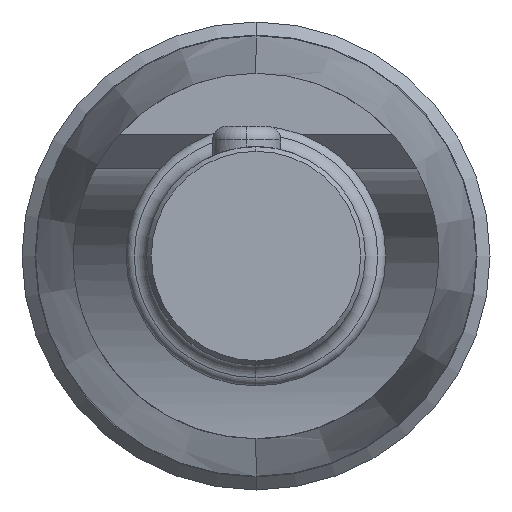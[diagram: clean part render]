
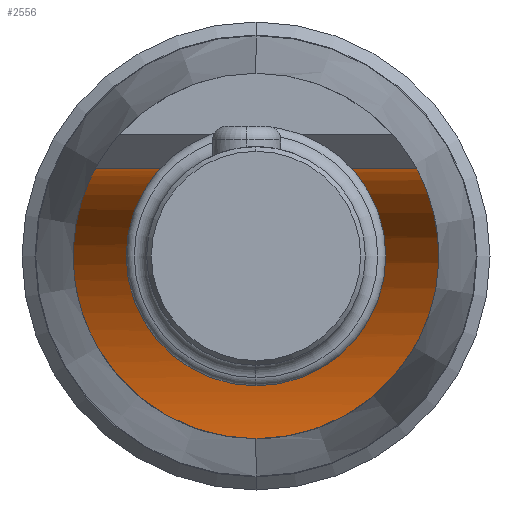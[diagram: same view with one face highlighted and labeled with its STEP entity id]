
A CAD part, left-side view. The second image highlights one B-rep face of the part: STEP entity #2556.
In plain terms, the highlighted cylindrical face has radius 20 mm (diameter 40 mm), a partial arc.
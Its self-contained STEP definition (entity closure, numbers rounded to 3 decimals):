
#2393=CARTESIAN_POINT('',(-76.,0.,-13.373));
#2394=VERTEX_POINT('',#2393);
#2432=CARTESIAN_POINT('',(-95.998,11.756,6.373));
#2433=VERTEX_POINT('',#2432);
#2434=CARTESIAN_POINT('',(-76.,0.,-13.373));
#2435=CARTESIAN_POINT('',(-76.,1.621,-13.373));
#2436=CARTESIAN_POINT('',(-75.995,4.851,-12.779));
#2437=CARTESIAN_POINT('',(-76.199,9.075,-10.222));
#2438=CARTESIAN_POINT('',(-77.179,12.058,-6.384));
#2439=CARTESIAN_POINT('',(-79.377,13.407,-2.147));
#2440=CARTESIAN_POINT('',(-82.651,13.414,1.531));
#2441=CARTESIAN_POINT('',(-86.639,12.746,4.263));
#2442=CARTESIAN_POINT('',(-91.139,11.986,5.972));
#2443=CARTESIAN_POINT('',(-94.369,11.756,6.373));
#2444=CARTESIAN_POINT('',(-95.998,11.756,6.373));
#2445=B_SPLINE_CURVE_WITH_KNOTS('',3,(#2434,#2435,#2436,#2437,#2438,#2439,#2440,#2441,#2442,#2443,#2444),.UNSPECIFIED.,.F.,.F.,(4,1,1,1,1,1,1,1,4),(0.038,0.043,0.048,0.053,0.058,0.062,0.067,0.072,0.077),.UNSPECIFIED.);
#2446=EDGE_CURVE('',#2394,#2433,#2445,.T.);
#2504=CARTESIAN_POINT('',(-95.998,-11.756,6.373));
#2505=VERTEX_POINT('',#2504);
#2506=CARTESIAN_POINT('',(-95.998,-11.756,6.373));
#2507=DIRECTION('',(0.,1.,0.));
#2508=VECTOR('',#2507,23.513);
#2509=LINE('',#2506,#2508);
#2510=EDGE_CURVE('',#2505,#2433,#2509,.T.);
#2530=CARTESIAN_POINT('',(-95.998,-114.198,-13.628));
#2531=DIRECTION('',(0.,1.,0.));
#2532=DIRECTION('',(0.,-0.,1.));
#2533=AXIS2_PLACEMENT_3D('',#2530,#2531,#2532);
#2534=CYLINDRICAL_SURFACE('',#2533,20.);
#2535=ORIENTED_EDGE('',*,*,#2510,.T.);
#2536=ORIENTED_EDGE('',*,*,#2446,.F.);
#2537=CARTESIAN_POINT('',(-95.998,-11.756,6.373));
#2538=CARTESIAN_POINT('',(-94.367,-11.756,6.373));
#2539=CARTESIAN_POINT('',(-91.191,-11.98,5.984));
#2540=CARTESIAN_POINT('',(-87.401,-12.617,4.554));
#2541=CARTESIAN_POINT('',(-84.671,-13.076,2.914));
#2542=CARTESIAN_POINT('',(-82.745,-13.33,1.416));
#2543=CARTESIAN_POINT('',(-81.037,-13.411,-0.281));
#2544=CARTESIAN_POINT('',(-79.519,-13.24,-2.209));
#2545=CARTESIAN_POINT('',(-78.289,-12.746,-4.236));
#2546=CARTESIAN_POINT('',(-77.019,-11.566,-7.017));
#2547=CARTESIAN_POINT('',(-76.201,-9.091,-10.208));
#2548=CARTESIAN_POINT('',(-75.994,-4.857,-12.779));
#2549=CARTESIAN_POINT('',(-76.,-1.623,-13.373));
#2550=CARTESIAN_POINT('',(-76.,0.,-13.373));
#2551=B_SPLINE_CURVE_WITH_KNOTS('',3,(#2537,#2538,#2539,#2540,#2541,#2542,#2543,#2544,#2545,#2546,#2547,#2548,#2549,#2550),.UNSPECIFIED.,.F.,.F.,(4,1,1,1,1,1,1,1,1,1,1,4),(0.,0.005,0.01,0.012,0.014,0.017,0.019,0.022,0.024,0.029,0.034,0.038),.UNSPECIFIED.);
#2552=EDGE_CURVE('',#2505,#2394,#2551,.T.);
#2553=ORIENTED_EDGE('',*,*,#2552,.F.);
#2554=EDGE_LOOP('',(#2535,#2536,#2553));
#2555=FACE_BOUND('',#2554,.T.);
#2556=ADVANCED_FACE('',(#2555),#2534,.F.);
